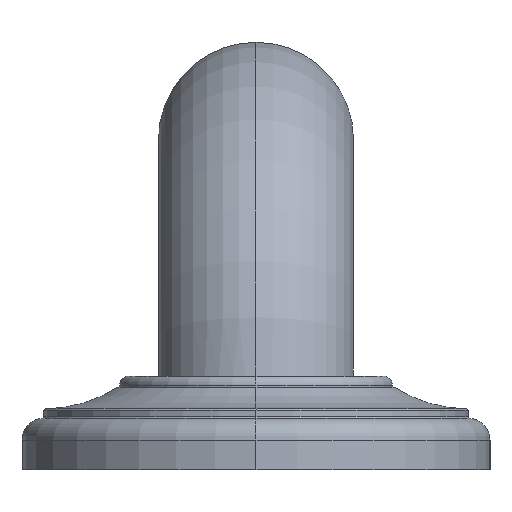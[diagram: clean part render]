
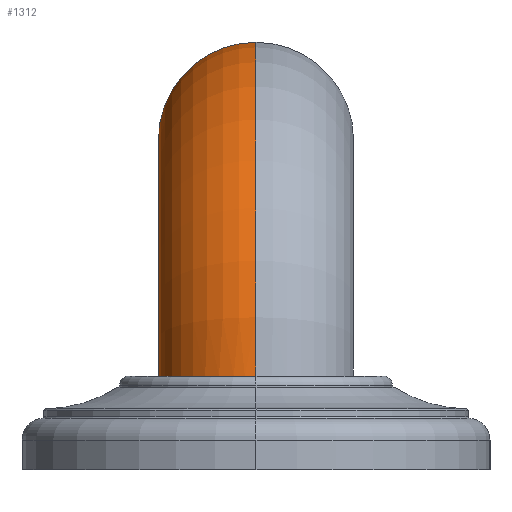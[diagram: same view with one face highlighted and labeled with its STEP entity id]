
A CAD part, left-side view. The second image highlights one B-rep face of the part: STEP entity #1312.
In plain terms, the highlighted toroidal (fillet/blend) face has major radius 41.275 mm and minor radius 15.875 mm.
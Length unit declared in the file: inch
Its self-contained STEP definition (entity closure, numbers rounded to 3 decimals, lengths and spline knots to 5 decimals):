
#430=CARTESIAN_POINT('',(-5.36893,0.,0.6));
#431=CARTESIAN_POINT('',(-5.36893,0.02307,0.6));
#432=CARTESIAN_POINT('',(-5.37148,0.06891,0.6));
#433=CARTESIAN_POINT('',(-5.38296,0.13724,0.6));
#434=CARTESIAN_POINT('',(-5.40193,0.20376,0.6));
#435=CARTESIAN_POINT('',(-5.42812,0.26774,0.6));
#436=CARTESIAN_POINT('',(-5.46119,0.32842,0.6));
#437=CARTESIAN_POINT('',(-5.50119,0.3857,0.6));
#438=CARTESIAN_POINT('',(-5.54755,0.43838,0.6));
#439=CARTESIAN_POINT('',(-5.59947,0.48555,0.6));
#440=CARTESIAN_POINT('',(-5.6568,0.52701,0.6));
#441=CARTESIAN_POINT('',(-5.71961,0.56235,0.6));
#442=CARTESIAN_POINT('',(-5.78628,0.59032,0.6));
#443=CARTESIAN_POINT('',(-5.85512,0.61032,0.6));
#444=CARTESIAN_POINT('',(-5.9253,0.62233,0.6));
#445=CARTESIAN_POINT('',(-5.99634,0.62634,0.6));
#446=CARTESIAN_POINT('',(-6.0673,0.62232,0.6));
#447=CARTESIAN_POINT('',(-6.1374,0.61031,0.6));
#448=CARTESIAN_POINT('',(-6.20613,0.59032,0.6));
#449=CARTESIAN_POINT('',(-6.27265,0.56238,0.6));
#450=CARTESIAN_POINT('',(-6.33525,0.5271,0.6));
#451=CARTESIAN_POINT('',(-6.39236,0.48575,0.6));
#452=CARTESIAN_POINT('',(-6.4441,0.43866,0.6));
#453=CARTESIAN_POINT('',(-6.49031,0.38605,0.6));
#454=CARTESIAN_POINT('',(-6.5302,0.32883,0.6));
#455=CARTESIAN_POINT('',(-6.56319,0.26815,0.6));
#456=CARTESIAN_POINT('',(-6.58936,0.20408,0.6));
#457=CARTESIAN_POINT('',(-6.60831,0.13743,0.6));
#458=CARTESIAN_POINT('',(-6.61977,0.06898,0.6));
#459=CARTESIAN_POINT('',(-6.62231,0.02309,0.6));
#460=CARTESIAN_POINT('',(-6.62231,0.,0.6));
#508=CARTESIAN_POINT('',(-4.375,0.,0.49));
#509=DIRECTION('',(0.,1.,0.));
#510=DIRECTION('',(-0.994,0.,0.11));
#511=AXIS2_PLACEMENT_3D('',#508,#509,#510);
#516=CARTESIAN_POINT('',(-4.375,0.,0.49));
#517=DIRECTION('',(0.,1.,0.));
#518=DIRECTION('',(-0.999,0.,0.049));
#519=AXIS2_PLACEMENT_3D('',#516,#517,#518);
#539=CARTESIAN_POINT('',(-4.375,0.,2.115));
#540=DIRECTION('',(1.,0.,0.));
#541=DIRECTION('',(0.,0.,-1.));
#542=AXIS2_PLACEMENT_3D('',#539,#540,#541);
#954=CARTESIAN_POINT('',(-4.375,0.,1.49));
#955=CARTESIAN_POINT('',(-4.375,0.,2.74));
#956=VERTEX_POINT('',#954);
#957=VERTEX_POINT('',#955);
#962=VERTEX_POINT('',#430);
#963=VERTEX_POINT('',#460);
#1298=CARTESIAN_POINT('',(-4.375,0.,0.49));
#1299=DIRECTION('',(0.,1.,0.));
#1300=DIRECTION('',(1.,0.,0.));
#1301=AXIS2_PLACEMENT_3D('',#1298,#1299,#1300);
#1302=TOROIDAL_SURFACE('',#1301,1.625,0.625);
#1303=ORIENTED_EDGE('',*,*,#1279,.F.);
#1305=ORIENTED_EDGE('',*,*,#1304,.T.);
#1307=ORIENTED_EDGE('',*,*,#1306,.T.);
#1309=ORIENTED_EDGE('',*,*,#1308,.F.);
#1310=EDGE_LOOP('',(#1303,#1305,#1307,#1309));
#1311=FACE_OUTER_BOUND('',#1310,.F.);
#461=B_SPLINE_CURVE_WITH_KNOTS('',3,(#430,#431,#432,#433,#434,#435,#436,#437,
#438,#439,#440,#441,#442,#443,#444,#445,#446,#447,#448,#449,#450,#451,#452,#453,
#454,#455,#456,#457,#458,#459,#460),.UNSPECIFIED.,.F.,.F.,(4,1,1,1,1,1,1,1,1,1,
1,1,1,1,1,1,1,1,1,1,1,1,1,1,1,1,1,1,4),(0.,0.03571,
0.07143,0.10714,0.14286,0.17857,
0.21429,0.25,0.28571,0.32143,0.35714,
0.39286,0.42857,0.46429,0.5,0.53571,
0.57143,0.60714,0.64286,0.67857,
0.71429,0.75,0.78571,0.82143,0.85714,
0.89286,0.92857,0.96429,1.),.UNSPECIFIED.);
#512=CIRCLE('',#511,1.);
#520=CIRCLE('',#519,2.25);
#543=CIRCLE('',#542,0.625);
#1279=EDGE_CURVE('',#962,#963,#461,.T.);
#1304=EDGE_CURVE('',#962,#956,#512,.T.);
#1306=EDGE_CURVE('',#956,#957,#543,.T.);
#1308=EDGE_CURVE('',#963,#957,#520,.T.);
#1312=ADVANCED_FACE('',(#1311),#1302,.T.);
